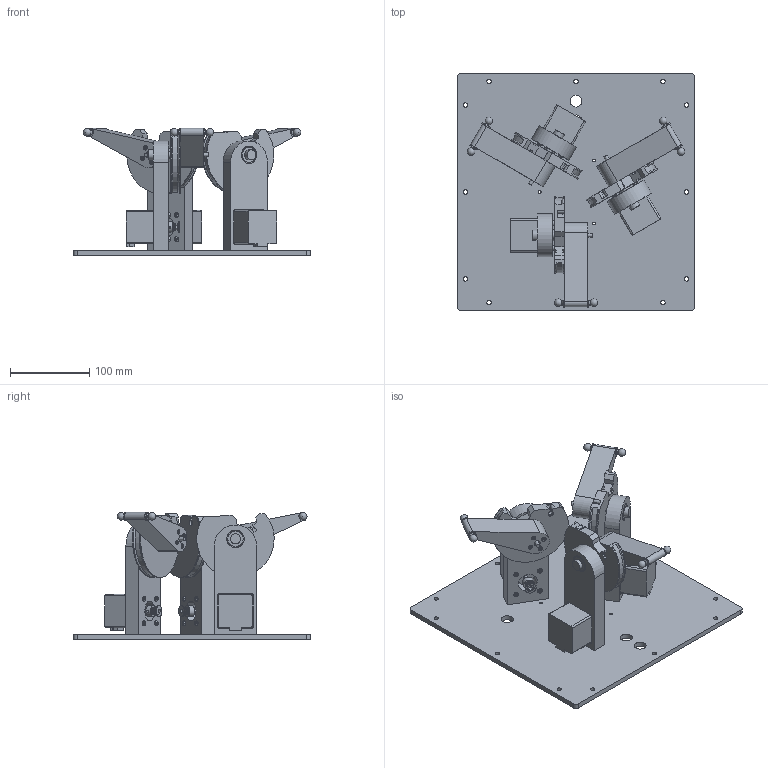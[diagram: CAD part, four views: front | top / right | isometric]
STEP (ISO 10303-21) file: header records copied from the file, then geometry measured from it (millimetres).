
FILE_DESCRIPTION(/* description */ ('Alibre Inc.'),/* implementation_level */ '2;1');
FILE_NAME(/* name */ 'export0',/* time_stamp */ '2015-08-18T15:13:05+08:00',/* author */ (''),/* organization */ (''),/* preprocessor_version */ 'ST-DEVELOPER v14',/* originating_system */ 'Alibre',/* authorisation */ '');
FILE_SCHEMA (('CONFIG_CONTROL_DESIGN'));
Length unit declared in the file: centimetre
Products named in the file (15): PC01; ID_1; ID_2; ID_3; ID_4; DGP16T; ID_5; ID_6; ID_7; ID_8
Bounding box: 300 x 300 x 161.4 mm (x, y, z)
Volume: 1557673.9 mm3; surface area: 419260.8 mm2
Topology: 58 solids, 58 shells, 1237 faces, 3060 edges, 2017 vertices
Faces by surface type: plane 717, cylinder 394, cone 72, torus 36, bspline 12, sphere 6
Full cylindrical faces by diameter (mm): 2.459 x12, 3 x30, 3.4 x15, 3.5 x18, 3.6 x6, 3.7 x12, 4 x6, 4.7 x3, 5 x9, 5.5 x12, 5.6 x12, 6 x12, 8 x15, 11.6 x12, 13 x3, 14 x6, 15 x6, 19.27 x12, 22 x12, 25 x3
Entity records: 13998 total; most frequent: CARTESIAN_POINT 5638, DIRECTION 1290, ORIENTED_EDGE 1214, EDGE_CURVE 607, AXIS2_PLACEMENT_3D 565, EDGE_LOOP 499, FACE_BOUND 499, VERTEX_POINT 460
